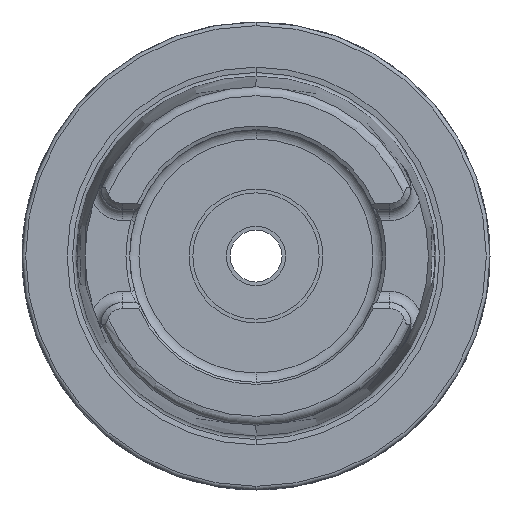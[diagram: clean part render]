
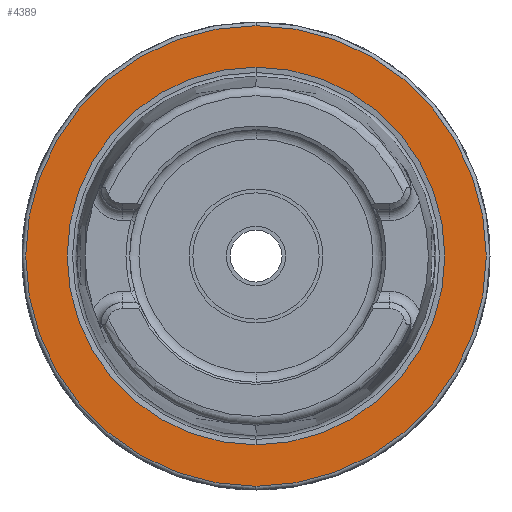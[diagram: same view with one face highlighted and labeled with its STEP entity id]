
A CAD part, left-side view. The second image highlights one B-rep face of the part: STEP entity #4389.
In plain terms, the highlighted planar face has unit normal (-1, 0, 0).
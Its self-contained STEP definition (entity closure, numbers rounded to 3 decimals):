
#1084=CARTESIAN_POINT('',(0.,0.,0.));
#1085=DIRECTION('',(1.,0.,0.));
#1086=DIRECTION('',(0.,0.,-1.));
#1087=AXIS2_PLACEMENT_3D('',#1084,#1085,#1086);
#1089=CARTESIAN_POINT('',(0.,0.,0.));
#1090=DIRECTION('',(1.,0.,0.));
#1091=DIRECTION('',(0.,0.,1.));
#1092=AXIS2_PLACEMENT_3D('',#1089,#1090,#1091);
#1094=CARTESIAN_POINT('',(0.,0.,0.));
#1095=DIRECTION('',(-1.,0.,0.));
#1096=DIRECTION('',(0.,0.,1.));
#1097=AXIS2_PLACEMENT_3D('',#1094,#1095,#1096);
#1099=CARTESIAN_POINT('',(0.,0.,0.));
#1100=DIRECTION('',(-1.,0.,0.));
#1101=DIRECTION('',(0.,0.,-1.));
#1102=AXIS2_PLACEMENT_3D('',#1099,#1100,#1101);
#2730=CARTESIAN_POINT('',(0.,0.,-25.42));
#2731=CARTESIAN_POINT('',(0.,0.,25.42));
#2732=VERTEX_POINT('',#2730);
#2733=VERTEX_POINT('',#2731);
#3059=CARTESIAN_POINT('',(0.,0.,31.));
#3060=CARTESIAN_POINT('',(0.,0.,-31.));
#3061=VERTEX_POINT('',#3059);
#3062=VERTEX_POINT('',#3060);
#4373=CARTESIAN_POINT('',(0.,0.,0.));
#4374=DIRECTION('',(1.,0.,0.));
#4375=DIRECTION('',(0.,0.,1.));
#4376=AXIS2_PLACEMENT_3D('',#4373,#4374,#4375);
#4377=PLANE('',#4376);
#4378=ORIENTED_EDGE('',*,*,#4363,.F.);
#4380=ORIENTED_EDGE('',*,*,#4379,.F.);
#4381=EDGE_LOOP('',(#4378,#4380));
#4382=FACE_OUTER_BOUND('',#4381,.F.);
#4384=ORIENTED_EDGE('',*,*,#4383,.F.);
#4386=ORIENTED_EDGE('',*,*,#4385,.F.);
#4387=EDGE_LOOP('',(#4384,#4386));
#4388=FACE_BOUND('',#4387,.F.);
#4389=ADVANCED_FACE('',(#4382,#4388),#4377,.F.);
#1088=CIRCLE('',#1087,25.42);
#1093=CIRCLE('',#1092,25.42);
#1098=CIRCLE('',#1097,31.);
#1103=CIRCLE('',#1102,31.);
#4363=EDGE_CURVE('',#3061,#3062,#1098,.T.);
#4379=EDGE_CURVE('',#3062,#3061,#1103,.T.);
#4383=EDGE_CURVE('',#2732,#2733,#1088,.T.);
#4385=EDGE_CURVE('',#2733,#2732,#1093,.T.);
